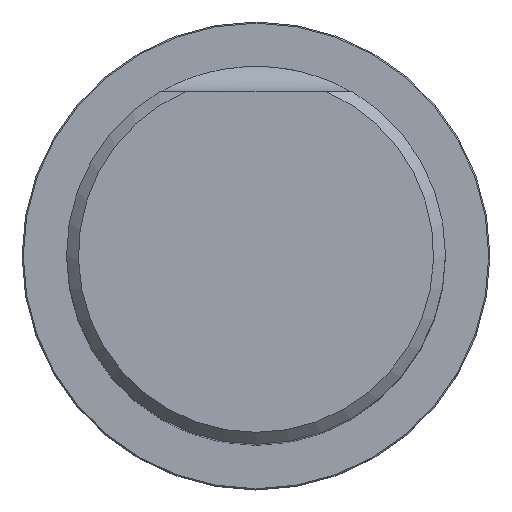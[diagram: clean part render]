
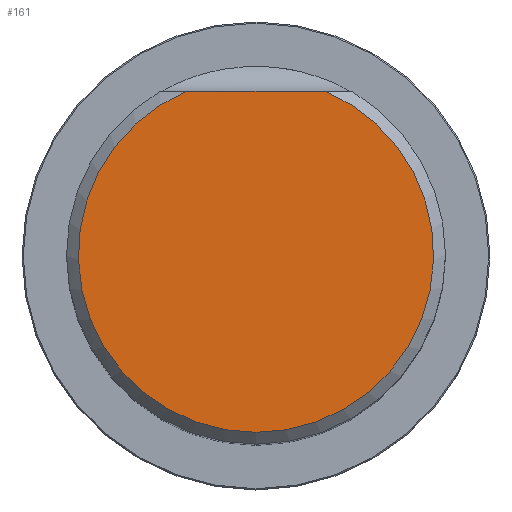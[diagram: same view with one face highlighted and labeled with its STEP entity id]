
A CAD part, top view. The second image highlights one B-rep face of the part: STEP entity #161.
In plain terms, the highlighted planar face has unit normal (0, 0, 1).
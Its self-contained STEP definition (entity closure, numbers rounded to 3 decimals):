
#108=PLANE('',#430);
#112=FACE_OUTER_BOUND('',#212,.T.);
#117=LINE('',#11525,#121);
#121=VECTOR('',#480,1.);
#133=CIRCLE('',#429,14.996);
#161=ADVANCED_FACE('CU_SU_1',(#112),#108,.T.);
#212=EDGE_LOOP('',(#243,#244));
#243=ORIENTED_EDGE('',*,*,#303,.F.);
#244=ORIENTED_EDGE('',*,*,#304,.F.);
#284=VERTEX_POINT('',#11523);
#285=VERTEX_POINT('',#11524);
#303=EDGE_CURVE('',#284,#285,#133,.T.);
#304=EDGE_CURVE('',#285,#284,#117,.T.);
#429=AXIS2_PLACEMENT_3D('',#11522,#478,#479);
#430=AXIS2_PLACEMENT_3D('',#11526,#481,#482);
#478=DIRECTION('',(0.,0.,-1.));
#479=DIRECTION('',(1.,0.,0.));
#480=DIRECTION('',(1.,0.,0.));
#481=DIRECTION('',(0.,0.,1.));
#482=DIRECTION('',(1.,0.,0.));
#11522=CARTESIAN_POINT('',(0.,0.,60.));
#11523=CARTESIAN_POINT('',(5.859,13.804,60.));
#11524=CARTESIAN_POINT('',(-5.859,13.804,60.));
#11525=CARTESIAN_POINT('',(-50.,13.804,60.));
#11526=CARTESIAN_POINT('',(0.,0.,60.));
